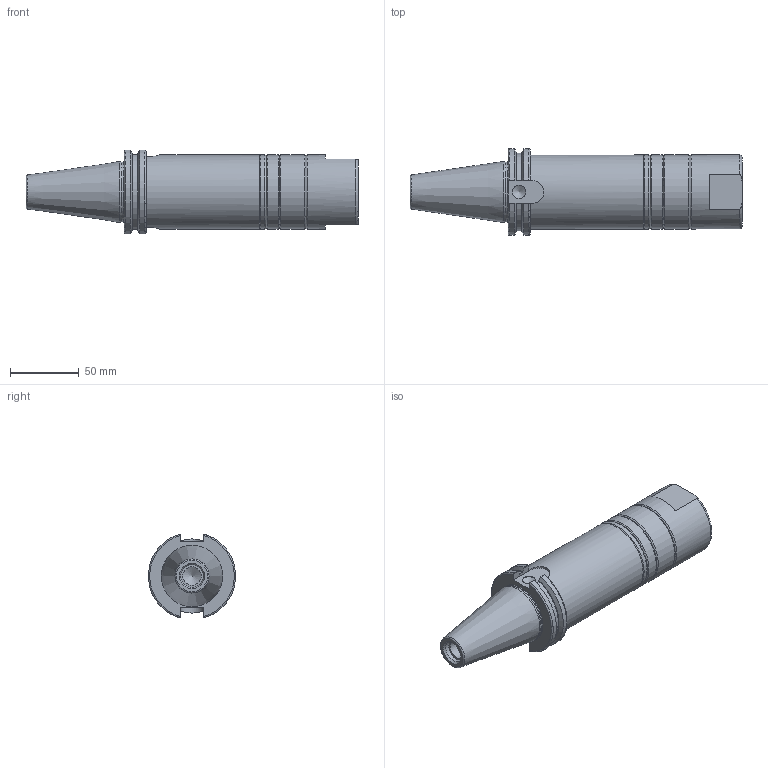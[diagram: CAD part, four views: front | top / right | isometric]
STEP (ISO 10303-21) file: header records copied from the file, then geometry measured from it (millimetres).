
FILE_DESCRIPTION(/* description */ ('','CAx-IF Rec.Pracs.---Representation and Presentation of Product Manufacturing Information (PMI)---4.0---2014-10-13'),/* implementation_level */ '2;1');
FILE_NAME(/* name */ 'PK021.stp',/* time_stamp */ '2025-03-26T12:12:22+09:00',/* author */ ('eos'),/* organization */ (''),/* preprocessor_version */ 'ST-DEVELOPER v20',/* originating_system */ 'Autodesk Inventor 2025',/* authorisation */ '');
FILE_SCHEMA (('AP242_MANAGED_MODEL_BASED_3D_ENGINEERING_MIM_LF { 1 0 10303 442 1 1 4 }'));
Length unit declared in the file: millimetre
Products named in the file (7): LO-CAT40-STUB38.1-101.6; CAT50; 6.35x6.35x28; COLLAR_STUB31.75(6.35T); COLLAR_STUB31.75(6.35T)_1; COLLAR_STUB31.75(6.35T)_2; NUT_STUB31.75
Assembly tree (6 placements, depth 2):
  LO-CAT40-STUB38.1-101.6
    CAT50
    6.35x6.35x28
    COLLAR_STUB31.75(6.35T)
    COLLAR_STUB31.75(6.35T)_1
    COLLAR_STUB31.75(6.35T)_2
    NUT_STUB31.75
Bounding box: 241.53 x 63.26 x 61.09 mm (x, y, z)
Volume: 455113.8 mm3; surface area: 72065.5 mm2
Topology: 6 solids, 6 shells, 110 faces, 269 edges, 177 vertices
Faces by surface type: plane 55, cylinder 29, torus 15, cone 11
Full cylindrical faces by diameter (mm): 9.525 x1, 13.386 x1, 16.3 x1, 35 x1, 35.814 x1, 38.1 x2, 40.4 x1, 43.6 x1, 53.85 x5
Entity records: 4863 total; most frequent: CARTESIAN_POINT 1162, DIRECTION 757, ORIENTED_EDGE 534, AXIS2_PLACEMENT_3D 316, EDGE_CURVE 267, VERTEX_POINT 177, STYLED_ITEM 159, EDGE_LOOP 126
